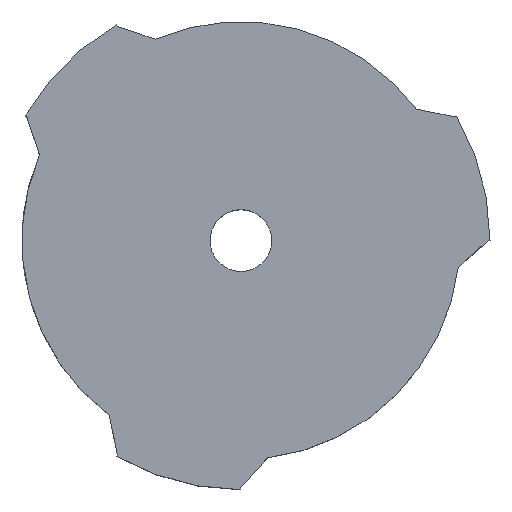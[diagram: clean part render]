
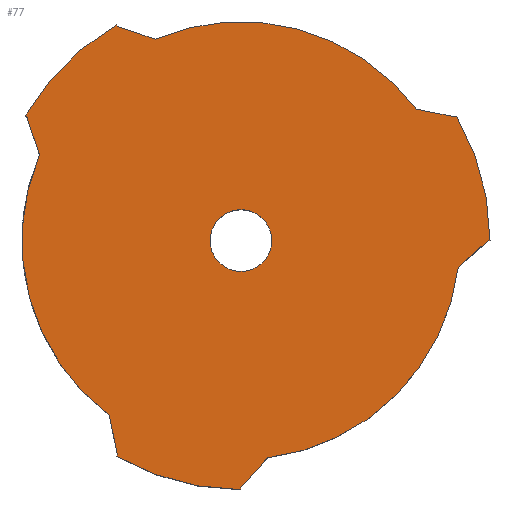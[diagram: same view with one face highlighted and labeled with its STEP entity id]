
A CAD part, top view. The second image highlights one B-rep face of the part: STEP entity #77.
In plain terms, the highlighted planar face has unit normal (0, 0, 1).
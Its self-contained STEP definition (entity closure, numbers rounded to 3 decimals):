
#77 = ADVANCED_FACE( '', ( #115, #116 ), #117, .T. );
#115 = FACE_BOUND( '', #193, .T. );
#116 = FACE_OUTER_BOUND( '', #194, .T. );
#117 = PLANE( '', #195 );
#193 = EDGE_LOOP( '', ( #289 ) );
#194 = EDGE_LOOP( '', ( #290, #291, #292, #293, #294, #295, #296, #297, #298, #299, #300, #301, #302, #303, #304, #305, #306, #307 ) );
#195 = AXIS2_PLACEMENT_3D( '', #308, #309, #310 );
#289 = ORIENTED_EDGE( '', *, *, #547, .F. );
#290 = ORIENTED_EDGE( '', *, *, #532, .T. );
#291 = ORIENTED_EDGE( '', *, *, #548, .T. );
#292 = ORIENTED_EDGE( '', *, *, #549, .T. );
#293 = ORIENTED_EDGE( '', *, *, #550, .T. );
#294 = ORIENTED_EDGE( '', *, *, #551, .T. );
#295 = ORIENTED_EDGE( '', *, *, #552, .T. );
#296 = ORIENTED_EDGE( '', *, *, #553, .T. );
#297 = ORIENTED_EDGE( '', *, *, #554, .T. );
#298 = ORIENTED_EDGE( '', *, *, #555, .T. );
#299 = ORIENTED_EDGE( '', *, *, #556, .T. );
#300 = ORIENTED_EDGE( '', *, *, #557, .T. );
#301 = ORIENTED_EDGE( '', *, *, #558, .T. );
#302 = ORIENTED_EDGE( '', *, *, #559, .T. );
#303 = ORIENTED_EDGE( '', *, *, #560, .T. );
#304 = ORIENTED_EDGE( '', *, *, #561, .T. );
#305 = ORIENTED_EDGE( '', *, *, #562, .T. );
#306 = ORIENTED_EDGE( '', *, *, #563, .T. );
#307 = ORIENTED_EDGE( '', *, *, #564, .T. );
#308 = CARTESIAN_POINT( '', ( 4.1, 0., 17. ) );
#309 = DIRECTION( '', ( 0., 0., 1. ) );
#310 = DIRECTION( '', ( 1., 0., 0. ) );
#532 = EDGE_CURVE( '', #616, #614, #617, .T. );
#547 = EDGE_CURVE( '', #645, #645, #646, .T. );
#548 = EDGE_CURVE( '', #614, #647, #648, .T. );
#549 = EDGE_CURVE( '', #647, #649, #650, .T. );
#550 = EDGE_CURVE( '', #649, #651, #652, .T. );
#551 = EDGE_CURVE( '', #651, #653, #654, .T. );
#552 = EDGE_CURVE( '', #653, #655, #656, .T. );
#553 = EDGE_CURVE( '', #655, #657, #658, .T. );
#554 = EDGE_CURVE( '', #657, #659, #660, .T. );
#555 = EDGE_CURVE( '', #659, #661, #662, .T. );
#556 = EDGE_CURVE( '', #661, #663, #664, .T. );
#557 = EDGE_CURVE( '', #663, #665, #666, .T. );
#558 = EDGE_CURVE( '', #665, #667, #668, .T. );
#559 = EDGE_CURVE( '', #667, #669, #670, .T. );
#560 = EDGE_CURVE( '', #669, #671, #672, .T. );
#561 = EDGE_CURVE( '', #671, #673, #674, .T. );
#562 = EDGE_CURVE( '', #673, #675, #676, .T. );
#563 = EDGE_CURVE( '', #675, #677, #678, .T. );
#564 = EDGE_CURVE( '', #677, #616, #679, .T. );
#614 = VERTEX_POINT( '', #752 );
#616 = VERTEX_POINT( '', #755 );
#617 = CIRCLE( '', #756, 33.065 );
#645 = VERTEX_POINT( '', #815 );
#646 = CIRCLE( '', #816, 4.1 );
#647 = VERTEX_POINT( '', #817 );
#648 = LINE( '', #818, #819 );
#649 = VERTEX_POINT( '', #820 );
#650 = LINE( '', #821, #822 );
#651 = VERTEX_POINT( '', #823 );
#652 = CIRCLE( '', #824, 29.065 );
#653 = VERTEX_POINT( '', #825 );
#654 = LINE( '', #826, #827 );
#655 = VERTEX_POINT( '', #828 );
#656 = LINE( '', #829, #830 );
#657 = VERTEX_POINT( '', #831 );
#658 = CIRCLE( '', #832, 33.065 );
#659 = VERTEX_POINT( '', #833 );
#660 = LINE( '', #834, #835 );
#661 = VERTEX_POINT( '', #836 );
#662 = LINE( '', #837, #838 );
#663 = VERTEX_POINT( '', #839 );
#664 = CIRCLE( '', #840, 29.065 );
#665 = VERTEX_POINT( '', #841 );
#666 = LINE( '', #842, #843 );
#667 = VERTEX_POINT( '', #844 );
#668 = LINE( '', #845, #846 );
#669 = VERTEX_POINT( '', #847 );
#670 = CIRCLE( '', #848, 33.065 );
#671 = VERTEX_POINT( '', #849 );
#672 = LINE( '', #850, #851 );
#673 = VERTEX_POINT( '', #852 );
#674 = LINE( '', #853, #854 );
#675 = VERTEX_POINT( '', #855 );
#676 = CIRCLE( '', #856, 29.065 );
#677 = VERTEX_POINT( '', #857 );
#678 = LINE( '', #858, #859 );
#679 = LINE( '', #860, #861 );
#752 = CARTESIAN_POINT( '', ( 0., -33.065, 17. ) );
#755 = CARTESIAN_POINT( '', ( -16.533, -28.635, 17. ) );
#756 = AXIS2_PLACEMENT_3D( '', #969, #970, #971 );
#815 = CARTESIAN_POINT( '', ( 4.1, 0., 17. ) );
#816 = AXIS2_PLACEMENT_3D( '', #994, #995, #996 );
#817 = CARTESIAN_POINT( '', ( 0., -32.822, 17. ) );
#818 = CARTESIAN_POINT( '', ( 0., 0., 17. ) );
#819 = VECTOR( '', #997, 1000. );
#820 = CARTESIAN_POINT( '', ( 3.516, -28.852, 17. ) );
#821 = CARTESIAN_POINT( '', ( 3.516, -28.852, 17. ) );
#822 = VECTOR( '', #998, 1000. );
#823 = CARTESIAN_POINT( '', ( 28.852, -3.516, 17. ) );
#824 = AXIS2_PLACEMENT_3D( '', #999, #1000, #1001 );
#825 = CARTESIAN_POINT( '', ( 32.822, 0., 17. ) );
#826 = CARTESIAN_POINT( '', ( 32.822, 0., 17. ) );
#827 = VECTOR( '', #1002, 1000. );
#828 = CARTESIAN_POINT( '', ( 33.065, 0., 17. ) );
#829 = CARTESIAN_POINT( '', ( 4.1, 0., 17. ) );
#830 = VECTOR( '', #1003, 1000. );
#831 = CARTESIAN_POINT( '', ( 28.635, 16.533, 17. ) );
#832 = AXIS2_PLACEMENT_3D( '', #1004, #1005, #1006 );
#833 = CARTESIAN_POINT( '', ( 28.425, 16.411, 17. ) );
#834 = CARTESIAN_POINT( '', ( 3.075, 1.775, 17. ) );
#835 = VECTOR( '', #1007, 1000. );
#836 = CARTESIAN_POINT( '', ( 23.228, 17.471, 17. ) );
#837 = CARTESIAN_POINT( '', ( 23.228, 17.471, 17. ) );
#838 = VECTOR( '', #1008, 1000. );
#839 = CARTESIAN_POINT( '', ( -11.381, 26.744, 17. ) );
#840 = AXIS2_PLACEMENT_3D( '', #1009, #1010, #1011 );
#841 = CARTESIAN_POINT( '', ( -16.411, 28.425, 17. ) );
#842 = CARTESIAN_POINT( '', ( -16.411, 28.425, 17. ) );
#843 = VECTOR( '', #1012, 1000. );
#844 = CARTESIAN_POINT( '', ( -16.533, 28.635, 17. ) );
#845 = CARTESIAN_POINT( '', ( 1.025, -1.775, 17. ) );
#846 = VECTOR( '', #1013, 1000. );
#847 = CARTESIAN_POINT( '', ( -28.635, 16.533, 17. ) );
#848 = AXIS2_PLACEMENT_3D( '', #1014, #1015, #1016 );
#849 = CARTESIAN_POINT( '', ( -28.425, 16.411, 17. ) );
#850 = CARTESIAN_POINT( '', ( 3.075, -1.775, 17. ) );
#851 = VECTOR( '', #1017, 1000. );
#852 = CARTESIAN_POINT( '', ( -26.744, 11.381, 17. ) );
#853 = CARTESIAN_POINT( '', ( -26.744, 11.381, 17. ) );
#854 = VECTOR( '', #1018, 1000. );
#855 = CARTESIAN_POINT( '', ( -17.471, -23.228, 17. ) );
#856 = AXIS2_PLACEMENT_3D( '', #1019, #1020, #1021 );
#857 = CARTESIAN_POINT( '', ( -16.411, -28.425, 17. ) );
#858 = CARTESIAN_POINT( '', ( -16.411, -28.425, 17. ) );
#859 = VECTOR( '', #1022, 1000. );
#860 = CARTESIAN_POINT( '', ( 1.025, 1.775, 17. ) );
#861 = VECTOR( '', #1023, 1000. );
#969 = CARTESIAN_POINT( '', ( 0., 0., 17. ) );
#970 = DIRECTION( '', ( 0., 0., 1. ) );
#971 = DIRECTION( '', ( 1., 0., 0. ) );
#994 = CARTESIAN_POINT( '', ( 0., 0., 17. ) );
#995 = DIRECTION( '', ( 0., 0., 1. ) );
#996 = DIRECTION( '', ( 1., 0., 0. ) );
#997 = DIRECTION( '', ( 0., 1., 0. ) );
#998 = DIRECTION( '', ( 0.663, 0.749, 0. ) );
#999 = CARTESIAN_POINT( '', ( 0., 0., 17. ) );
#1000 = DIRECTION( '', ( 0., 0., 1. ) );
#1001 = DIRECTION( '', ( 1., 0., 0. ) );
#1002 = DIRECTION( '', ( 0.749, 0.663, 0. ) );
#1003 = DIRECTION( '', ( 1., 0., 0. ) );
#1004 = CARTESIAN_POINT( '', ( 0., 0., 17. ) );
#1005 = DIRECTION( '', ( 0., 0., 1. ) );
#1006 = DIRECTION( '', ( 1., 0., 0. ) );
#1007 = DIRECTION( '', ( -0.866, -0.5, 0. ) );
#1008 = DIRECTION( '', ( -0.98, 0.2, 0. ) );
#1009 = CARTESIAN_POINT( '', ( 0., 0., 17. ) );
#1010 = DIRECTION( '', ( 0., 0., 1. ) );
#1011 = DIRECTION( '', ( 1., 0., 0. ) );
#1012 = DIRECTION( '', ( -0.948, 0.317, 0. ) );
#1013 = DIRECTION( '', ( -0.5, 0.866, 0. ) );
#1014 = CARTESIAN_POINT( '', ( 0., 0., 17. ) );
#1015 = DIRECTION( '', ( 0., 0., 1. ) );
#1016 = DIRECTION( '', ( 1., 0., 0. ) );
#1017 = DIRECTION( '', ( 0.866, -0.5, 0. ) );
#1018 = DIRECTION( '', ( 0.317, -0.948, 0. ) );
#1019 = CARTESIAN_POINT( '', ( 0., 0., 17. ) );
#1020 = DIRECTION( '', ( 0., 0., 1. ) );
#1021 = DIRECTION( '', ( 1., 0., 0. ) );
#1022 = DIRECTION( '', ( 0.2, -0.98, 0. ) );
#1023 = DIRECTION( '', ( -0.5, -0.866, 0. ) );
